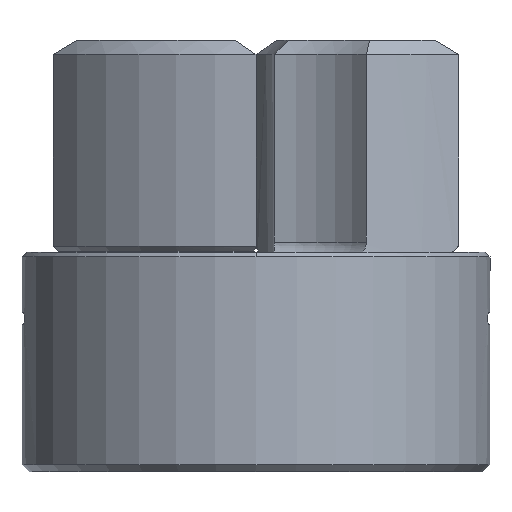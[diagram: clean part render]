
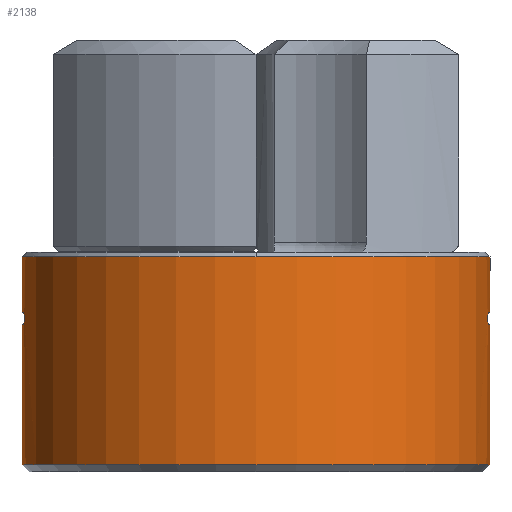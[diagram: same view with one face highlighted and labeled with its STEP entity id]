
A CAD part, front view. The second image highlights one B-rep face of the part: STEP entity #2138.
In plain terms, the highlighted cylindrical face has radius 12.7 mm (diameter 25.4 mm), a partial arc.
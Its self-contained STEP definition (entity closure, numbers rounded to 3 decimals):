
#50 = DIRECTION ( 'NONE',  ( 0., 0., 1. ) ) ;
#74 = CARTESIAN_POINT ( 'NONE',  ( 12.617, -1.448, -3.06 ) ) ;
#89 = DIRECTION ( 'NONE',  ( 0., 0., -1. ) ) ;
#106 = ORIENTED_EDGE ( 'NONE', *, *, #564, .T. ) ;
#125 = EDGE_CURVE ( 'NONE', #2867, #1498, #768, .T. ) ;
#141 = ORIENTED_EDGE ( 'NONE', *, *, #659, .F. ) ;
#157 = CARTESIAN_POINT ( 'NONE',  ( 12.607, -1.535, -3.72 ) ) ;
#162 = CARTESIAN_POINT ( 'NONE',  ( 0., 0., -3.72 ) ) ;
#175 = VECTOR ( 'NONE', #890, 1000. ) ;
#223 = CIRCLE ( 'NONE', #2562, 12.7 ) ;
#226 = DIRECTION ( 'NONE',  ( 0., 0., 1. ) ) ;
#238 = DIRECTION ( 'NONE',  ( 0., 0., -1. ) ) ;
#239 = EDGE_CURVE ( 'NONE', #1498, #2534, #2683, .T. ) ;
#269 = CIRCLE ( 'NONE', #337, 12.7 ) ;
#287 = VECTOR ( 'NONE', #2583, 1000. ) ;
#293 = ORIENTED_EDGE ( 'NONE', *, *, #2630, .T. ) ;
#303 = CARTESIAN_POINT ( 'NONE',  ( 0., 0., -11.7 ) ) ;
#308 = CARTESIAN_POINT ( 'NONE',  ( 0., 0., -3.06 ) ) ;
#337 = AXIS2_PLACEMENT_3D ( 'NONE', #1496, #1267, #2956 ) ;
#342 = CARTESIAN_POINT ( 'NONE',  ( 12.617, -1.448, -3.72 ) ) ;
#343 = LINE ( 'NONE', #1588, #2773 ) ;
#368 = CARTESIAN_POINT ( 'NONE',  ( -12.575, -1.778, -3.304 ) ) ;
#414 = CARTESIAN_POINT ( 'NONE',  ( 12.596, -1.619, -3.685 ) ) ;
#498 = CARTESIAN_POINT ( 'NONE',  ( 12.7, 0., -3.72 ) ) ;
#512 = ORIENTED_EDGE ( 'NONE', *, *, #2594, .F. ) ;
#563 = CYLINDRICAL_SURFACE ( 'NONE', #2451, 12.7 ) ;
#564 = EDGE_CURVE ( 'NONE', #1090, #1981, #836, .T. ) ;
#576 = EDGE_CURVE ( 'NONE', #1364, #2937, #1750, .T. ) ;
#584 = EDGE_LOOP ( 'NONE', ( #1233, #2631, #106, #1175, #1180, #141, #293, #1378, #2170, #512, #1458, #616, #2348 ) ) ;
#616 = ORIENTED_EDGE ( 'NONE', *, *, #2697, .F. ) ;
#636 = AXIS2_PLACEMENT_3D ( 'NONE', #830, #2239, #2494 ) ;
#637 = CARTESIAN_POINT ( 'NONE',  ( 12.58, -1.743, -3.562 ) ) ;
#659 = EDGE_CURVE ( 'NONE', #1467, #1102, #2008, .T. ) ;
#687 = AXIS2_PLACEMENT_3D ( 'NONE', #974, #238, #2854 ) ;
#719 = CARTESIAN_POINT ( 'NONE',  ( 12.7, 0., -3.06 ) ) ;
#722 = CARTESIAN_POINT ( 'NONE',  ( -12.7, 0., -3.72 ) ) ;
#768 = CIRCLE ( 'NONE', #636, 12.7 ) ;
#830 = CARTESIAN_POINT ( 'NONE',  ( 0., 0., -0.054 ) ) ;
#836 = LINE ( 'NONE', #936, #287 ) ;
#852 = CIRCLE ( 'NONE', #2299, 12.7 ) ;
#890 = DIRECTION ( 'NONE',  ( 0., 0., 1. ) ) ;
#936 = CARTESIAN_POINT ( 'NONE',  ( 12.7, 0., -11.7 ) ) ;
#942 = CARTESIAN_POINT ( 'NONE',  ( -12.7, 0., -3.06 ) ) ;
#944 = CARTESIAN_POINT ( 'NONE',  ( -12.607, -1.535, -3.72 ) ) ;
#974 = CARTESIAN_POINT ( 'NONE',  ( 0., 0., -3.06 ) ) ;
#1013 = AXIS2_PLACEMENT_3D ( 'NONE', #1507, #50, #2263 ) ;
#1027 = VERTEX_POINT ( 'NONE', #722 ) ;
#1056 = CARTESIAN_POINT ( 'NONE',  ( -12.7, 0., -11.319 ) ) ;
#1058 = CARTESIAN_POINT ( 'NONE',  ( -12.58, -1.742, -3.563 ) ) ;
#1090 = VERTEX_POINT ( 'NONE', #2874 ) ;
#1102 = VERTEX_POINT ( 'NONE', #74 ) ;
#1110 = CARTESIAN_POINT ( 'NONE',  ( -12.617, -1.448, -3.06 ) ) ;
#1117 = CARTESIAN_POINT ( 'NONE',  ( 12.7, 0., -0.054 ) ) ;
#1121 = DIRECTION ( 'NONE',  ( 0., 0., 1. ) ) ;
#1129 = CARTESIAN_POINT ( 'NONE',  ( 12.575, -1.778, -3.476 ) ) ;
#1175 = ORIENTED_EDGE ( 'NONE', *, *, #1319, .F. ) ;
#1180 = ORIENTED_EDGE ( 'NONE', *, *, #1290, .F. ) ;
#1210 = DIRECTION ( 'NONE',  ( 1., 0., 0. ) ) ;
#1220 = VERTEX_POINT ( 'NONE', #1056 ) ;
#1233 = ORIENTED_EDGE ( 'NONE', *, *, #2846, .F. ) ;
#1267 = DIRECTION ( 'NONE',  ( 0., 0., 1. ) ) ;
#1270 = CARTESIAN_POINT ( 'NONE',  ( -12.596, -1.62, -3.685 ) ) ;
#1290 = EDGE_CURVE ( 'NONE', #1102, #2306, #2801, .T. ) ;
#1319 = EDGE_CURVE ( 'NONE', #2306, #1981, #852, .T. ) ;
#1329 = CARTESIAN_POINT ( 'NONE',  ( -12.607, -1.535, -3.06 ) ) ;
#1337 = EDGE_CURVE ( 'NONE', #1027, #3022, #223, .T. ) ;
#1357 = CARTESIAN_POINT ( 'NONE',  ( 12.58, -1.742, -3.217 ) ) ;
#1364 = VERTEX_POINT ( 'NONE', #1110 ) ;
#1378 = ORIENTED_EDGE ( 'NONE', *, *, #239, .F. ) ;
#1380 = CARTESIAN_POINT ( 'NONE',  ( -12.617, -1.448, -3.72 ) ) ;
#1458 = ORIENTED_EDGE ( 'NONE', *, *, #576, .F. ) ;
#1467 = VERTEX_POINT ( 'NONE', #719 ) ;
#1496 = CARTESIAN_POINT ( 'NONE',  ( 0., 0., -11.319 ) ) ;
#1498 = VERTEX_POINT ( 'NONE', #2369 ) ;
#1507 = CARTESIAN_POINT ( 'NONE',  ( 0., 0., -0.054 ) ) ;
#1560 = CARTESIAN_POINT ( 'NONE',  ( 12.596, -1.62, -3.095 ) ) ;
#1572 = CARTESIAN_POINT ( 'NONE',  ( 12.575, -1.778, -3.303 ) ) ;
#1575 = DIRECTION ( 'NONE',  ( 0., 0., 1. ) ) ;
#1582 = CARTESIAN_POINT ( 'NONE',  ( 12.617, -1.448, -3.06 ) ) ;
#1588 = CARTESIAN_POINT ( 'NONE',  ( -12.7, 0., -11.7 ) ) ;
#1620 = VECTOR ( 'NONE', #226, 1000. ) ;
#1750 = CIRCLE ( 'NONE', #687, 12.7 ) ;
#1802 = CARTESIAN_POINT ( 'NONE',  ( -12.7, 0., -11.7 ) ) ;
#1832 = CARTESIAN_POINT ( 'NONE',  ( 0., 0., -3.72 ) ) ;
#1981 = VERTEX_POINT ( 'NONE', #498 ) ;
#1992 = LINE ( 'NONE', #2364, #1620 ) ;
#2008 = CIRCLE ( 'NONE', #2742, 12.7 ) ;
#2029 = DIRECTION ( 'NONE',  ( 0., 1., 0. ) ) ;
#2036 = DIRECTION ( 'NONE',  ( 0., 0., 1. ) ) ;
#2058 = DIRECTION ( 'NONE',  ( 0., 1., 0. ) ) ;
#2138 = ADVANCED_FACE ( 'NONE', ( #2334 ), #563, .T. ) ;
#2169 = CARTESIAN_POINT ( 'NONE',  ( -12.617, -1.448, -3.72 ) ) ;
#2170 = ORIENTED_EDGE ( 'NONE', *, *, #125, .F. ) ;
#2184 = B_SPLINE_CURVE_WITH_KNOTS ( 'NONE', 3,
 ( #1380, #944, #1270, #1058, #2731, #368, #2379, #2606, #1329, #2208 ),
 .UNSPECIFIED., .F., .F.,
 ( 4, 2, 2, 2, 4 ),
 ( 0., 0., 0.001, 0.001, 0.001 ),
 .UNSPECIFIED. ) ;
#2208 = CARTESIAN_POINT ( 'NONE',  ( -12.617, -1.448, -3.06 ) ) ;
#2239 = DIRECTION ( 'NONE',  ( 0., 0., 1. ) ) ;
#2263 = DIRECTION ( 'NONE',  ( 0., -1., 0. ) ) ;
#2278 = CARTESIAN_POINT ( 'NONE',  ( -12.7, 0., -0.054 ) ) ;
#2299 = AXIS2_PLACEMENT_3D ( 'NONE', #162, #1121, #2029 ) ;
#2306 = VERTEX_POINT ( 'NONE', #342 ) ;
#2334 = FACE_OUTER_BOUND ( 'NONE', #584, .T. ) ;
#2348 = ORIENTED_EDGE ( 'NONE', *, *, #1337, .F. ) ;
#2364 = CARTESIAN_POINT ( 'NONE',  ( 12.7, 0., -11.7 ) ) ;
#2369 = CARTESIAN_POINT ( 'NONE',  ( 0., -12.7, -0.054 ) ) ;
#2379 = CARTESIAN_POINT ( 'NONE',  ( -12.58, -1.743, -3.218 ) ) ;
#2422 = EDGE_CURVE ( 'NONE', #1220, #1090, #269, .T. ) ;
#2451 = AXIS2_PLACEMENT_3D ( 'NONE', #303, #2861, #1210 ) ;
#2494 = DIRECTION ( 'NONE',  ( 0., -1., 0. ) ) ;
#2519 = CARTESIAN_POINT ( 'NONE',  ( 12.617, -1.448, -3.72 ) ) ;
#2534 = VERTEX_POINT ( 'NONE', #1117 ) ;
#2535 = LINE ( 'NONE', #1802, #175 ) ;
#2562 = AXIS2_PLACEMENT_3D ( 'NONE', #1832, #2036, #2058 ) ;
#2583 = DIRECTION ( 'NONE',  ( 0., 0., 1. ) ) ;
#2594 = EDGE_CURVE ( 'NONE', #2937, #2867, #343, .T. ) ;
#2606 = CARTESIAN_POINT ( 'NONE',  ( -12.596, -1.619, -3.095 ) ) ;
#2630 = EDGE_CURVE ( 'NONE', #1467, #2534, #1992, .T. ) ;
#2631 = ORIENTED_EDGE ( 'NONE', *, *, #2422, .T. ) ;
#2676 = DIRECTION ( 'NONE',  ( 1., 0., 0. ) ) ;
#2683 = CIRCLE ( 'NONE', #1013, 12.7 ) ;
#2697 = EDGE_CURVE ( 'NONE', #3022, #1364, #2184, .T. ) ;
#2731 = CARTESIAN_POINT ( 'NONE',  ( -12.575, -1.778, -3.477 ) ) ;
#2742 = AXIS2_PLACEMENT_3D ( 'NONE', #308, #89, #2676 ) ;
#2773 = VECTOR ( 'NONE', #1575, 1000. ) ;
#2801 = B_SPLINE_CURVE_WITH_KNOTS ( 'NONE', 3,
 ( #1582, #2970, #1560, #1357, #1572, #1129, #637, #414, #157, #2519 ),
 .UNSPECIFIED., .F., .F.,
 ( 4, 2, 2, 2, 4 ),
 ( 0., 0., 0.001, 0.001, 0.001 ),
 .UNSPECIFIED. ) ;
#2846 = EDGE_CURVE ( 'NONE', #1220, #1027, #2535, .T. ) ;
#2854 = DIRECTION ( 'NONE',  ( 1., 0., 0. ) ) ;
#2861 = DIRECTION ( 'NONE',  ( 0., 0., 1. ) ) ;
#2867 = VERTEX_POINT ( 'NONE', #2278 ) ;
#2874 = CARTESIAN_POINT ( 'NONE',  ( 12.7, 0., -11.319 ) ) ;
#2937 = VERTEX_POINT ( 'NONE', #942 ) ;
#2956 = DIRECTION ( 'NONE',  ( 1., 0., 0. ) ) ;
#2970 = CARTESIAN_POINT ( 'NONE',  ( 12.607, -1.535, -3.06 ) ) ;
#3022 = VERTEX_POINT ( 'NONE', #2169 ) ;
